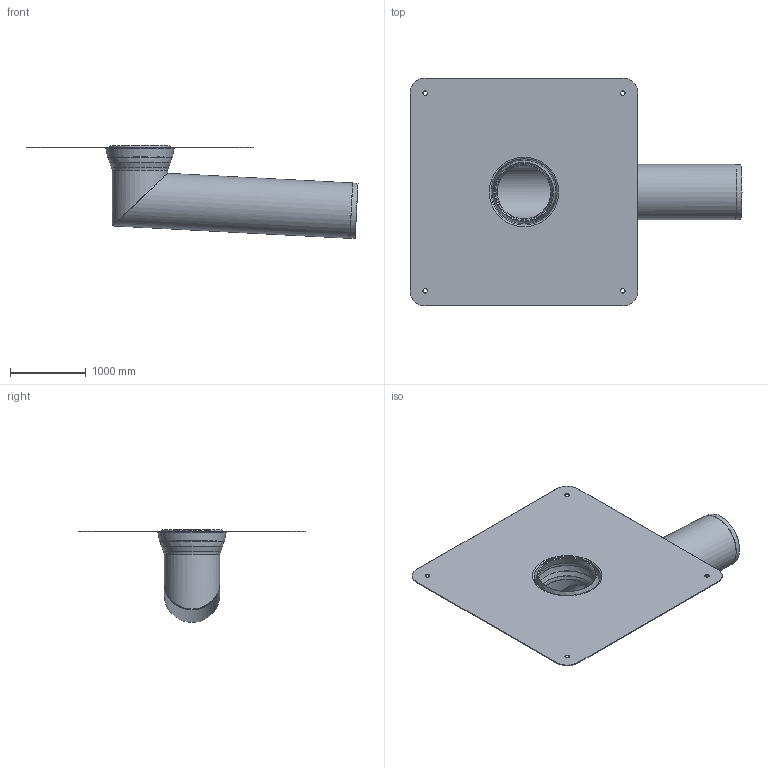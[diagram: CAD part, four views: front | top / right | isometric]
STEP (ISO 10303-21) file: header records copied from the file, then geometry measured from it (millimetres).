
FILE_DESCRIPTION(/* description */ (''),/* implementation_level */ '2;1');
FILE_NAME(/* name */ '12102.070X_3D.stp',/* time_stamp */ '2024-12-11T14:22:07+01:00',/* author */ ('CAD'),/* organization */ (''),/* preprocessor_version */ 'ST-DEVELOPER v20',/* originating_system */ 'AutoCAD Mechanical',/* authorisation */ '');
FILE_SCHEMA (('AUTOMOTIVE_DESIGN { 1 0 10303 214 3 1 1 }'));
Length unit declared in the file: centimetre
Products named in the file (2): Product; *S0
Assembly tree (1 placements, depth 2):
  Product
    *S0
Bounding box: 4368.78 x 3000 x 1220.19 mm (x, y, z)
Volume: 184250194.5 mm3; surface area: 33877354.6 mm2
Topology: 3 solids, 3 shells, 41 faces, 109 edges, 74 vertices
Faces by surface type: cylinder 14, cone 9, plane 8, torus 6, bspline 4
Full cylindrical faces by diameter (mm): 60 x4, 706 x2, 730 x2, 808 x1, 832 x1
Entity records: 1492 total; most frequent: CARTESIAN_POINT 331, DIRECTION 261, ORIENTED_EDGE 214, AXIS2_PLACEMENT_3D 112, EDGE_CURVE 107, VERTEX_POINT 70, CIRCLE 68, EDGE_LOOP 53
